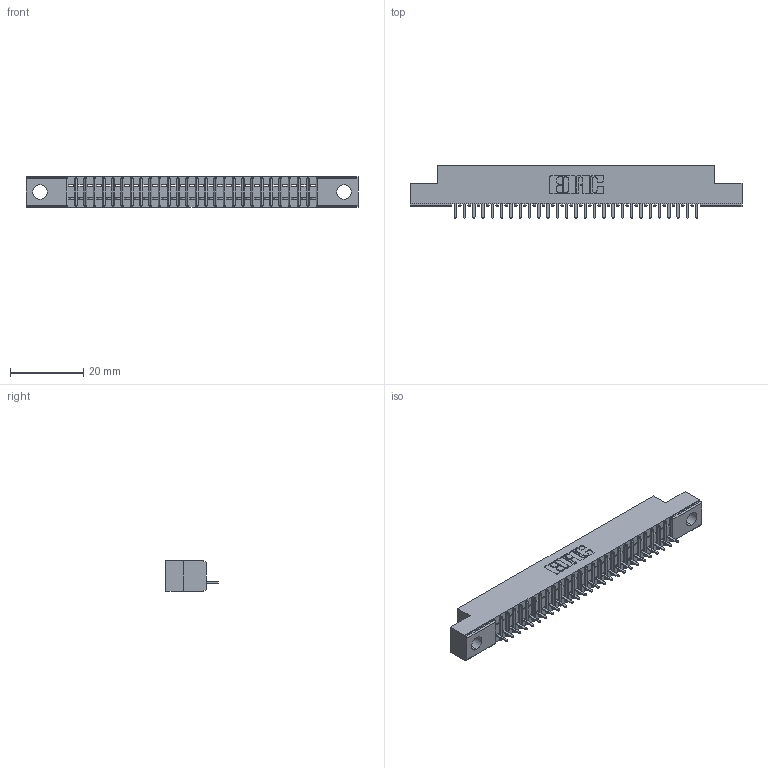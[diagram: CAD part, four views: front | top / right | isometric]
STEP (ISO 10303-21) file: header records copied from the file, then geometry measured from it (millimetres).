
FILE_DESCRIPTION (( 'STEP AP203' ), '1' );
FILE_NAME ('391-027-520-104.STEP', '2018-08-08T20:36:45', ( '' ), ( '' ), 'SwSTEP 2.0', 'SolidWorks 2016', '' );
FILE_SCHEMA (( 'CONFIG_CONTROL_DESIGN' ));
Length unit declared in the file: inch
Products named in the file (3): 341 Part_.156 (3.96) Dia Mounting Holes; 341-292-001_341-292-120; 391-027-520-104
Assembly tree (28 placements, depth 2):
  391-027-520-104
    341 Part_.156 (3.96) Dia Mounting Holes
    341-292-001_341-292-120  x27
Bounding box: 90.81 x 14.27 x 8.38 mm (x, y, z)
Volume: 4857.9 mm3; surface area: 9033.9 mm2
Topology: 28 solids, 28 shells, 2344 faces, 6751 edges, 4334 vertices
Faces by surface type: plane 1459, cylinder 777, sphere 56, torus 52
Entity records: 34228 total; most frequent: CARTESIAN_POINT 5812, ORIENTED_EDGE 5798, DIRECTION 5615, EDGE_CURVE 2899, LINE 2333, VECTOR 2333, VERTEX_POINT 1838, AXIS2_PLACEMENT_3D 1641
